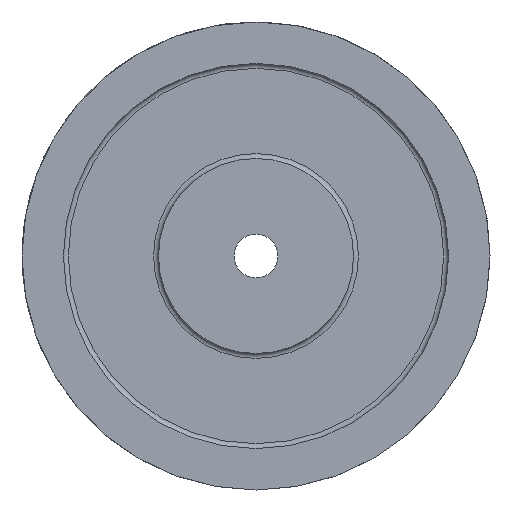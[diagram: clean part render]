
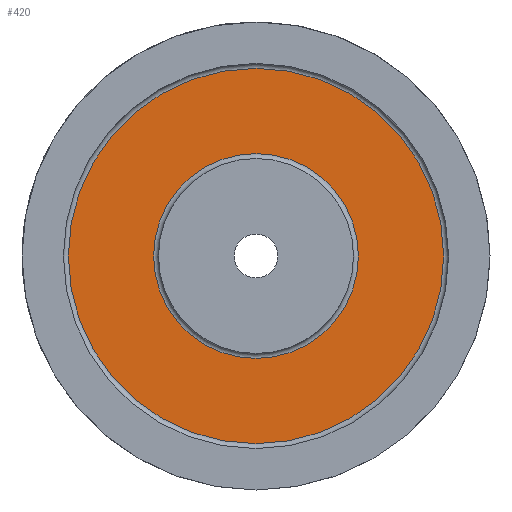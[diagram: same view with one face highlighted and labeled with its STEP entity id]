
A CAD part, left-side view. The second image highlights one B-rep face of the part: STEP entity #420.
In plain terms, the highlighted planar face has unit normal (-1, 0, 0).
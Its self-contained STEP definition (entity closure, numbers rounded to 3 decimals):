
#420 = ADVANCED_FACE( '', ( #1100, #1101 ), #1102, .F. );
#1100 = FACE_OUTER_BOUND( '', #2051, .T. );
#1101 = FACE_BOUND( '', #2052, .T. );
#1102 = PLANE( '', #2053 );
#2051 = EDGE_LOOP( '', ( #3167 ) );
#2052 = EDGE_LOOP( '', ( #3168 ) );
#2053 = AXIS2_PLACEMENT_3D( '', #3169, #3170, #3171 );
#3167 = ORIENTED_EDGE( '', *, *, #5452, .F. );
#3168 = ORIENTED_EDGE( '', *, *, #5453, .T. );
#3169 = CARTESIAN_POINT( '', ( 20., 42., 0. ) );
#3170 = DIRECTION( '', ( 1., 0., 0. ) );
#3171 = DIRECTION( '', ( 0., 0., -1. ) );
#5452 = EDGE_CURVE( '', #6467, #6467, #6468, .T. );
#5453 = EDGE_CURVE( '', #6469, #6469, #6470, .T. );
#6467 = VERTEX_POINT( '', #7716 );
#6468 = CIRCLE( '', #7717, 77. );
#6469 = VERTEX_POINT( '', #7718 );
#6470 = CIRCLE( '', #7719, 42. );
#7716 = CARTESIAN_POINT( '', ( 20., 0., -77. ) );
#7717 = AXIS2_PLACEMENT_3D( '', #9046, #9047, #9048 );
#7718 = CARTESIAN_POINT( '', ( 20., 0., -42. ) );
#7719 = AXIS2_PLACEMENT_3D( '', #9049, #9050, #9051 );
#9046 = CARTESIAN_POINT( '', ( 20., 0., 0. ) );
#9047 = DIRECTION( '', ( 1., 0., 0. ) );
#9048 = DIRECTION( '', ( 0., 0., -1. ) );
#9049 = CARTESIAN_POINT( '', ( 20., 0., 0. ) );
#9050 = DIRECTION( '', ( 1., 0., 0. ) );
#9051 = DIRECTION( '', ( 0., 0., -1. ) );
